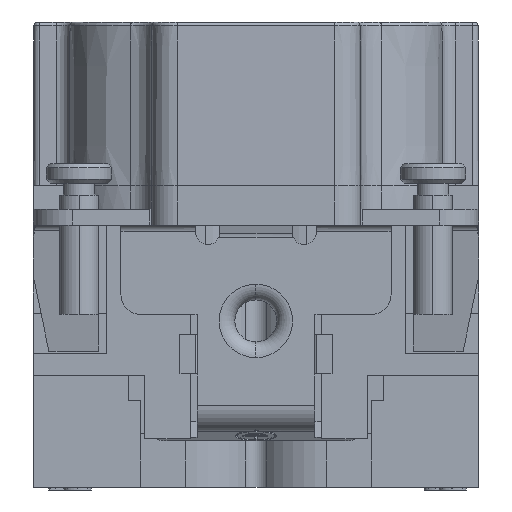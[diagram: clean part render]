
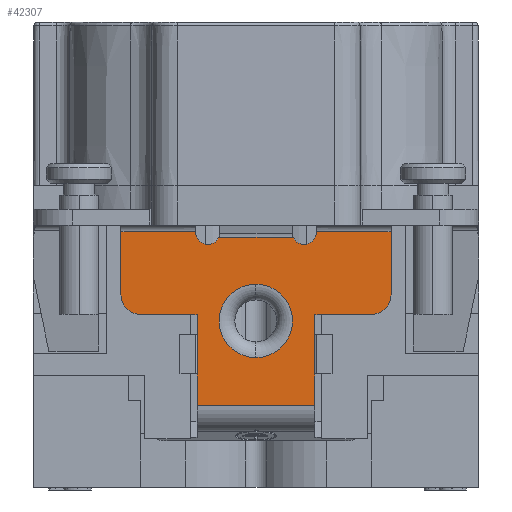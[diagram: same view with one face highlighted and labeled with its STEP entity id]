
A CAD part, left-side view. The second image highlights one B-rep face of the part: STEP entity #42307.
In plain terms, the highlighted planar face has unit normal (-1, 0, 0).
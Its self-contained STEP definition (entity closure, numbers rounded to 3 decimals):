
#1196=CARTESIAN_POINT('',(-33.2,-3.677,-2.342));
#1197=DIRECTION('',(-1.,0.,0.));
#1198=DIRECTION('',(0.,0.916,-0.401));
#1199=AXIS2_PLACEMENT_3D('',#1196,#1197,#1198);
#1201=DIRECTION('',(0.,0.,1.));
#1202=VECTOR('',#1201,0.042);
#1203=CARTESIAN_POINT('',(-33.2,-4.605,-2.342));
#1204=LINE('',#1203,#1202);
#1205=DIRECTION('',(0.,0.,1.));
#1206=VECTOR('',#1205,4.815);
#1207=CARTESIAN_POINT('',(-33.2,-10.3,-7.115));
#1208=LINE('',#1207,#1206);
#1209=CARTESIAN_POINT('',(-33.2,-8.8,-7.115));
#1210=DIRECTION('',(-1.,0.,0.));
#1211=DIRECTION('',(0.,0.,-1.));
#1212=AXIS2_PLACEMENT_3D('',#1209,#1210,#1211);
#1214=DIRECTION('',(0.,0.,-1.));
#1215=VECTOR('',#1214,1.534);
#1216=CARTESIAN_POINT('',(-33.2,-4.5,-8.615));
#1217=LINE('',#1216,#1215);
#1218=DIRECTION('',(0.,0.,-1.));
#1219=VECTOR('',#1218,2.412);
#1220=CARTESIAN_POINT('',(-33.2,-4.5,-13.149));
#1221=LINE('',#1220,#1219);
#1222=DIRECTION('',(0.,0.,1.));
#1223=VECTOR('',#1222,2.412);
#1224=CARTESIAN_POINT('',(-33.2,4.5,-15.561));
#1225=LINE('',#1224,#1223);
#1226=DIRECTION('',(0.,0.,1.));
#1227=VECTOR('',#1226,1.534);
#1228=CARTESIAN_POINT('',(-33.2,4.5,-10.149));
#1229=LINE('',#1228,#1227);
#1230=CARTESIAN_POINT('',(-33.2,8.8,-7.115));
#1231=DIRECTION('',(-1.,0.,0.));
#1232=DIRECTION('',(0.,1.,0.));
#1233=AXIS2_PLACEMENT_3D('',#1230,#1231,#1232);
#1235=DIRECTION('',(0.,0.,-1.));
#1236=VECTOR('',#1235,4.815);
#1237=CARTESIAN_POINT('',(-33.2,10.3,-2.3));
#1238=LINE('',#1237,#1236);
#1239=DIRECTION('',(0.,0.,-1.));
#1240=VECTOR('',#1239,0.042);
#1241=CARTESIAN_POINT('',(-33.2,4.605,-2.3));
#1242=LINE('',#1241,#1240);
#1243=CARTESIAN_POINT('',(-33.2,3.677,-2.342));
#1244=DIRECTION('',(-1.,0.,0.));
#1245=DIRECTION('',(0.,1.,0.));
#1246=AXIS2_PLACEMENT_3D('',#1243,#1244,#1245);
#1248=DIRECTION('',(0.,1.,0.));
#1249=VECTOR('',#1248,5.656);
#1250=CARTESIAN_POINT('',(-33.2,-2.828,-2.714));
#1251=LINE('',#1250,#1249);
#1288=DIRECTION('',(0.,1.,0.));
#1289=VECTOR('',#1288,5.695);
#1290=CARTESIAN_POINT('',(-33.2,4.605,-2.3));
#1291=LINE('',#1290,#1289);
#1321=DIRECTION('',(0.,-1.,0.));
#1322=VECTOR('',#1321,4.3);
#1323=CARTESIAN_POINT('',(-33.2,8.8,-8.615));
#1324=LINE('',#1323,#1322);
#1347=DIRECTION('',(0.,0.,1.));
#1348=VECTOR('',#1347,3.);
#1349=CARTESIAN_POINT('',(-33.2,4.5,-13.149));
#1350=LINE('',#1349,#1348);
#1359=DIRECTION('',(0.,1.,0.));
#1360=VECTOR('',#1359,9.);
#1361=CARTESIAN_POINT('',(-33.2,-4.5,-15.561));
#1362=LINE('',#1361,#1360);
#1388=DIRECTION('',(0.,0.,1.));
#1389=VECTOR('',#1388,3.);
#1390=CARTESIAN_POINT('',(-33.2,-4.5,-13.149));
#1391=LINE('',#1390,#1389);
#1418=DIRECTION('',(0.,-1.,0.));
#1419=VECTOR('',#1418,4.3);
#1420=CARTESIAN_POINT('',(-33.2,-4.5,-8.615));
#1421=LINE('',#1420,#1419);
#1434=DIRECTION('',(0.,1.,0.));
#1435=VECTOR('',#1434,5.695);
#1436=CARTESIAN_POINT('',(-33.2,-10.3,-2.3));
#1437=LINE('',#1436,#1435);
#2517=CARTESIAN_POINT('',(-33.2,0.013,-9.1));
#2518=DIRECTION('',(-1.,0.,0.));
#2519=DIRECTION('',(0.,0.,1.));
#2520=AXIS2_PLACEMENT_3D('',#2517,#2518,#2519);
#2537=CARTESIAN_POINT('',(-33.2,0.013,-9.1));
#2538=DIRECTION('',(-1.,0.,0.));
#2539=DIRECTION('',(0.,0.,-1.));
#2540=AXIS2_PLACEMENT_3D('',#2537,#2538,#2539);
#37431=CARTESIAN_POINT('',(-33.2,-4.5,-8.615));
#37433=VERTEX_POINT('',#37431);
#37439=CARTESIAN_POINT('',(-33.2,4.5,-8.615));
#37441=VERTEX_POINT('',#37439);
#37479=CARTESIAN_POINT('',(-33.2,-4.605,-2.342));
#37481=VERTEX_POINT('',#37479);
#37483=CARTESIAN_POINT('',(-33.2,4.605,-2.342));
#37485=VERTEX_POINT('',#37483);
#37567=CARTESIAN_POINT('',(-33.2,10.3,-7.115));
#37568=CARTESIAN_POINT('',(-33.2,8.8,-8.615));
#37569=VERTEX_POINT('',#37567);
#37570=VERTEX_POINT('',#37568);
#37579=CARTESIAN_POINT('',(-33.2,-8.8,-8.615));
#37580=CARTESIAN_POINT('',(-33.2,-10.3,-7.115));
#37581=VERTEX_POINT('',#37579);
#37582=VERTEX_POINT('',#37580);
#37603=CARTESIAN_POINT('',(-33.2,-4.605,-2.3));
#37604=VERTEX_POINT('',#37603);
#37607=CARTESIAN_POINT('',(-33.2,-10.3,-2.3));
#37608=VERTEX_POINT('',#37607);
#37615=CARTESIAN_POINT('',(-33.2,4.605,-2.3));
#37616=VERTEX_POINT('',#37615);
#37619=CARTESIAN_POINT('',(-33.2,10.3,-2.3));
#37620=VERTEX_POINT('',#37619);
#37655=CARTESIAN_POINT('',(-33.2,4.5,-10.149));
#37656=VERTEX_POINT('',#37655);
#37659=CARTESIAN_POINT('',(-33.2,-4.5,-10.149));
#37660=VERTEX_POINT('',#37659);
#37679=CARTESIAN_POINT('',(-33.2,4.5,-15.561));
#37680=CARTESIAN_POINT('',(-33.2,4.5,-13.149));
#37681=VERTEX_POINT('',#37679);
#37682=VERTEX_POINT('',#37680);
#37687=CARTESIAN_POINT('',(-33.2,-4.5,-13.149));
#37688=CARTESIAN_POINT('',(-33.2,-4.5,-15.561));
#37689=VERTEX_POINT('',#37687);
#37690=VERTEX_POINT('',#37688);
#37711=CARTESIAN_POINT('',(-33.2,2.828,-2.714));
#37712=VERTEX_POINT('',#37711);
#37713=CARTESIAN_POINT('',(-33.2,-2.828,-2.714));
#37714=VERTEX_POINT('',#37713);
#37751=CARTESIAN_POINT('',(-33.2,0.013,-11.9));
#37752=CARTESIAN_POINT('',(-33.2,0.013,-6.3));
#37753=VERTEX_POINT('',#37751);
#37754=VERTEX_POINT('',#37752);
#42255=CARTESIAN_POINT('',(-33.2,0.,-1.409));
#42256=DIRECTION('',(1.,0.,0.));
#42257=DIRECTION('',(0.,1.,0.));
#42258=AXIS2_PLACEMENT_3D('',#42255,#42256,#42257);
#42259=PLANE('',#42258);
#42261=ORIENTED_EDGE('',*,*,#42260,.F.);
#42263=ORIENTED_EDGE('',*,*,#42262,.T.);
#42264=ORIENTED_EDGE('',*,*,#42246,.T.);
#42266=ORIENTED_EDGE('',*,*,#42265,.F.);
#42268=ORIENTED_EDGE('',*,*,#42267,.F.);
#42270=ORIENTED_EDGE('',*,*,#42269,.F.);
#42272=ORIENTED_EDGE('',*,*,#42271,.F.);
#42274=ORIENTED_EDGE('',*,*,#42273,.T.);
#42276=ORIENTED_EDGE('',*,*,#42275,.F.);
#42278=ORIENTED_EDGE('',*,*,#42277,.T.);
#42280=ORIENTED_EDGE('',*,*,#42279,.T.);
#42282=ORIENTED_EDGE('',*,*,#42281,.T.);
#42284=ORIENTED_EDGE('',*,*,#42283,.T.);
#42286=ORIENTED_EDGE('',*,*,#42285,.T.);
#42288=ORIENTED_EDGE('',*,*,#42287,.F.);
#42290=ORIENTED_EDGE('',*,*,#42289,.F.);
#42292=ORIENTED_EDGE('',*,*,#42291,.F.);
#42294=ORIENTED_EDGE('',*,*,#42293,.F.);
#42296=ORIENTED_EDGE('',*,*,#42295,.T.);
#42298=ORIENTED_EDGE('',*,*,#42297,.T.);
#42299=EDGE_LOOP('',(#42261,#42263,#42264,#42266,#42268,#42270,#42272,#42274,
#42276,#42278,#42280,#42282,#42284,#42286,#42288,#42290,#42292,#42294,#42296,
#42298));
#42300=FACE_OUTER_BOUND('',#42299,.F.);
#42302=ORIENTED_EDGE('',*,*,#42301,.T.);
#42304=ORIENTED_EDGE('',*,*,#42303,.T.);
#42305=EDGE_LOOP('',(#42302,#42304));
#42306=FACE_BOUND('',#42305,.F.);
#42307=ADVANCED_FACE('',(#42300,#42306),#42259,.F.);
#1200=CIRCLE('',#1199,0.927);
#1213=CIRCLE('',#1212,1.5);
#1234=CIRCLE('',#1233,1.5);
#1247=CIRCLE('',#1246,0.927);
#2521=CIRCLE('',#2520,2.8);
#2541=CIRCLE('',#2540,2.8);
#42246=EDGE_CURVE('',#37481,#37604,#1204,.T.);
#42260=EDGE_CURVE('',#37714,#37712,#1251,.T.);
#42262=EDGE_CURVE('',#37714,#37481,#1200,.T.);
#42265=EDGE_CURVE('',#37608,#37604,#1437,.T.);
#42267=EDGE_CURVE('',#37582,#37608,#1208,.T.);
#42269=EDGE_CURVE('',#37581,#37582,#1213,.T.);
#42271=EDGE_CURVE('',#37433,#37581,#1421,.T.);
#42273=EDGE_CURVE('',#37433,#37660,#1217,.T.);
#42275=EDGE_CURVE('',#37689,#37660,#1391,.T.);
#42277=EDGE_CURVE('',#37689,#37690,#1221,.T.);
#42279=EDGE_CURVE('',#37690,#37681,#1362,.T.);
#42281=EDGE_CURVE('',#37681,#37682,#1225,.T.);
#42283=EDGE_CURVE('',#37682,#37656,#1350,.T.);
#42285=EDGE_CURVE('',#37656,#37441,#1229,.T.);
#42287=EDGE_CURVE('',#37570,#37441,#1324,.T.);
#42289=EDGE_CURVE('',#37569,#37570,#1234,.T.);
#42291=EDGE_CURVE('',#37620,#37569,#1238,.T.);
#42293=EDGE_CURVE('',#37616,#37620,#1291,.T.);
#42295=EDGE_CURVE('',#37616,#37485,#1242,.T.);
#42297=EDGE_CURVE('',#37485,#37712,#1247,.T.);
#42301=EDGE_CURVE('',#37753,#37754,#2541,.T.);
#42303=EDGE_CURVE('',#37754,#37753,#2521,.T.);
